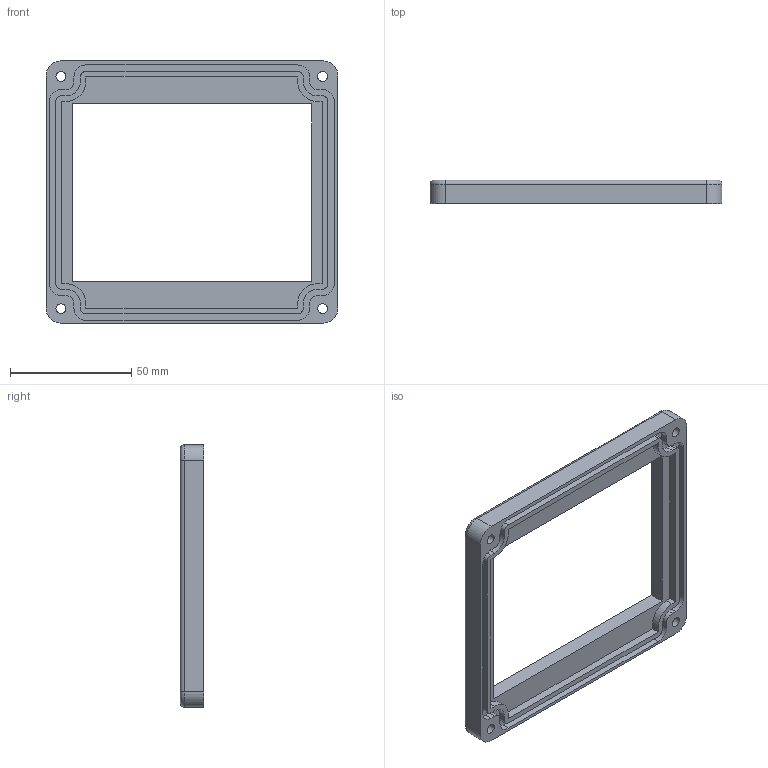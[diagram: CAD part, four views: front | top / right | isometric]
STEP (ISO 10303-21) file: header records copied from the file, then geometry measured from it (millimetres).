
FILE_DESCRIPTION(/* description */ (''),/* implementation_level */ '2;1');
FILE_NAME(/* name */ 'RPLIDAR Enclosure Lid (Bottom) v4.step',/* time_stamp */ '2020-05-10T12:51:05-05:00',/* author */ (''),/* organization */ (''),/* preprocessor_version */ 'ST-DEVELOPER v18.1',/* originating_system */ 'Autodesk Translation Framework v9.2.0.1227',/* authorisation */ '');
FILE_SCHEMA (('AUTOMOTIVE_DESIGN { 1 0 10303 214 3 1 1 }'));
Length unit declared in the file: inch
Products named in the file (1): RPLIDAR Enclosure Lid (Bottom)
Bounding box: 120.4 x 9.65 x 108.2 mm (x, y, z)
Volume: 37278.1 mm3; surface area: 24324.4 mm2
Topology: 1 solids, 1 shells, 119 faces, 320 edges, 208 vertices
Faces by surface type: plane 65, cylinder 46, torus 4, cone 4
Full cylindrical faces by diameter (mm): 4.064 x4, 7.62 x4
Entity records: 3781 total; most frequent: DIRECTION 660, CARTESIAN_POINT 648, ORIENTED_EDGE 640, EDGE_CURVE 320, LINE 220, VECTOR 220, AXIS2_PLACEMENT_3D 220, VERTEX_POINT 208
